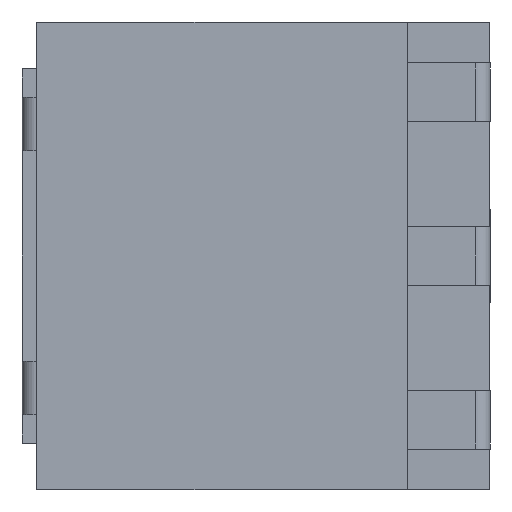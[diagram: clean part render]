
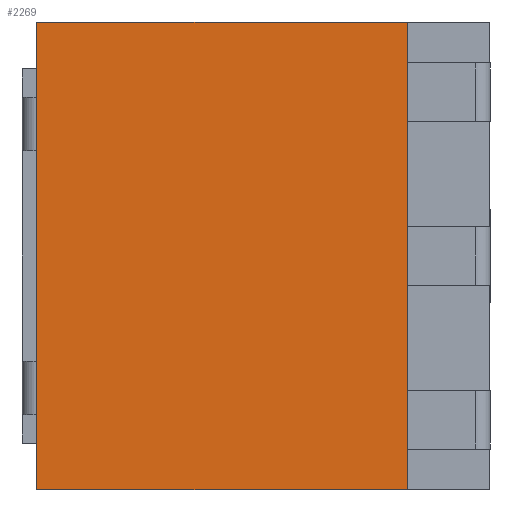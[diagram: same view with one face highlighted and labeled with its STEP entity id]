
A CAD part, left-side view. The second image highlights one B-rep face of the part: STEP entity #2269.
In plain terms, the highlighted planar face has unit normal (-1, 0, 0).
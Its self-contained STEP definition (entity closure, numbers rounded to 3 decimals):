
#79=FACE_OUTER_BOUND('',#205,.T.);
#205=EDGE_LOOP('',(#1561,#1562,#1563,#1564));
#363=LINE('',#3223,#669);
#364=LINE('',#3225,#670);
#365=LINE('',#3227,#671);
#366=LINE('',#3228,#672);
#669=VECTOR('',#2606,3.17);
#670=VECTOR('',#2607,4.);
#671=VECTOR('',#2608,3.17);
#672=VECTOR('',#2609,4.);
#963=VERTEX_POINT('',#3221);
#964=VERTEX_POINT('',#3222);
#965=VERTEX_POINT('',#3224);
#966=VERTEX_POINT('',#3226);
#1195=EDGE_CURVE('',#963,#964,#363,.T.);
#1196=EDGE_CURVE('',#965,#963,#364,.T.);
#1197=EDGE_CURVE('',#965,#966,#365,.T.);
#1198=EDGE_CURVE('',#966,#964,#366,.T.);
#1561=ORIENTED_EDGE('',*,*,#1195,.F.);
#1562=ORIENTED_EDGE('',*,*,#1196,.F.);
#1563=ORIENTED_EDGE('',*,*,#1197,.T.);
#1564=ORIENTED_EDGE('',*,*,#1198,.T.);
#2158=PLANE('',#2394);
#2269=ADVANCED_FACE('',(#79),#2158,.T.);
#2394=AXIS2_PLACEMENT_3D('',#3220,#2604,#2605);
#2604=DIRECTION('center_axis',(-1.,0.,0.));
#2605=DIRECTION('ref_axis',(0.,1.,0.));
#2606=DIRECTION('',(0.,1.,0.));
#2607=DIRECTION('',(0.,0.,-1.));
#2608=DIRECTION('',(0.,1.,0.));
#2609=DIRECTION('',(0.,0.,-1.));
#3220=CARTESIAN_POINT('Origin',(-2.95,0.705,2.));
#3221=CARTESIAN_POINT('',(-2.95,0.705,-2.));
#3222=CARTESIAN_POINT('',(-2.95,3.875,-2.));
#3223=CARTESIAN_POINT('',(-2.95,1.498,-2.));
#3224=CARTESIAN_POINT('',(-2.95,0.705,2.));
#3225=CARTESIAN_POINT('',(-2.95,0.705,2.));
#3226=CARTESIAN_POINT('',(-2.95,3.875,2.));
#3227=CARTESIAN_POINT('',(-2.95,0.705,2.));
#3228=CARTESIAN_POINT('',(-2.95,3.875,2.));
